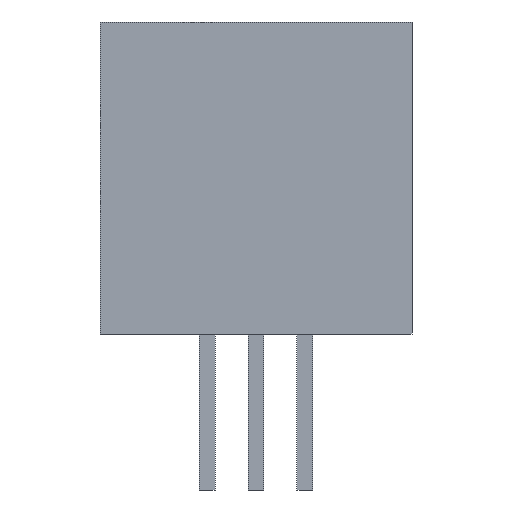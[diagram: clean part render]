
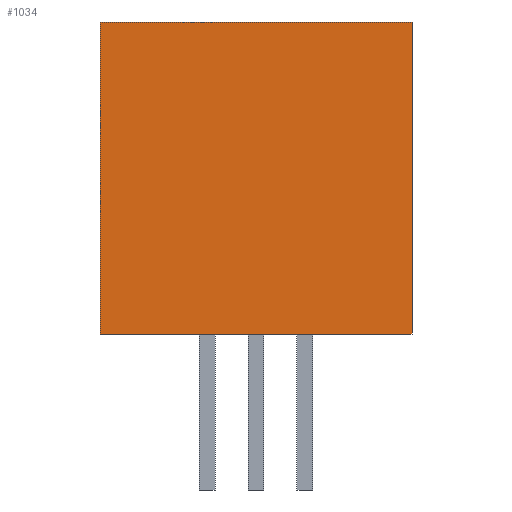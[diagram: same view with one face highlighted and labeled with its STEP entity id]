
A CAD part, left-side view. The second image highlights one B-rep face of the part: STEP entity #1034.
In plain terms, the highlighted planar face has unit normal (-1, 0, 0).
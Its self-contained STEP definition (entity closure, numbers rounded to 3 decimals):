
#802 = VERTEX_POINT('',#803);
#803 = CARTESIAN_POINT('',(-3.,-8.,0.));
#809 = EDGE_CURVE('',#802,#810,#812,.T.);
#810 = VERTEX_POINT('',#811);
#811 = CARTESIAN_POINT('',(-3.,-8.,16.));
#812 = LINE('',#813,#814);
#813 = CARTESIAN_POINT('',(-3.,-8.,0.));
#814 = VECTOR('',#815,1.);
#815 = DIRECTION('',(0.,0.,1.));
#1017 = VERTEX_POINT('',#1018);
#1018 = CARTESIAN_POINT('',(-3.,8.,16.));
#1024 = EDGE_CURVE('',#810,#1017,#1025,.T.);
#1025 = LINE('',#1026,#1027);
#1026 = CARTESIAN_POINT('',(-3.,-8.,16.));
#1027 = VECTOR('',#1028,1.);
#1028 = DIRECTION('',(0.,1.,0.));
#1034 = ADVANCED_FACE('',(#1035),#1053,.T.);
#1035 = FACE_BOUND('',#1036,.T.);
#1036 = EDGE_LOOP('',(#1037,#1045,#1046,#1047));
#1037 = ORIENTED_EDGE('',*,*,#1038,.F.);
#1038 = EDGE_CURVE('',#802,#1039,#1041,.T.);
#1039 = VERTEX_POINT('',#1040);
#1040 = CARTESIAN_POINT('',(-3.,8.,0.));
#1041 = LINE('',#1042,#1043);
#1042 = CARTESIAN_POINT('',(-3.,-8.,0.));
#1043 = VECTOR('',#1044,1.);
#1044 = DIRECTION('',(0.,1.,0.));
#1045 = ORIENTED_EDGE('',*,*,#809,.T.);
#1046 = ORIENTED_EDGE('',*,*,#1024,.T.);
#1047 = ORIENTED_EDGE('',*,*,#1048,.F.);
#1048 = EDGE_CURVE('',#1039,#1017,#1049,.T.);
#1049 = LINE('',#1050,#1051);
#1050 = CARTESIAN_POINT('',(-3.,8.,0.));
#1051 = VECTOR('',#1052,1.);
#1052 = DIRECTION('',(0.,0.,1.));
#1053 = PLANE('',#1054);
#1054 = AXIS2_PLACEMENT_3D('',#1055,#1056,#1057);
#1055 = CARTESIAN_POINT('',(-3.,-8.,0.));
#1056 = DIRECTION('',(-1.,0.,0.));
#1057 = DIRECTION('',(0.,0.,1.));
